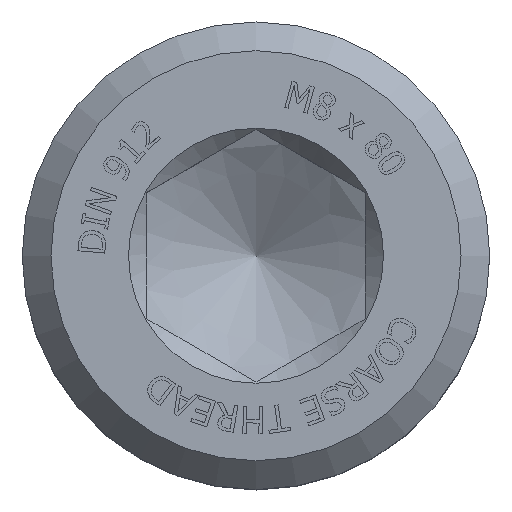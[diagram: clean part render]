
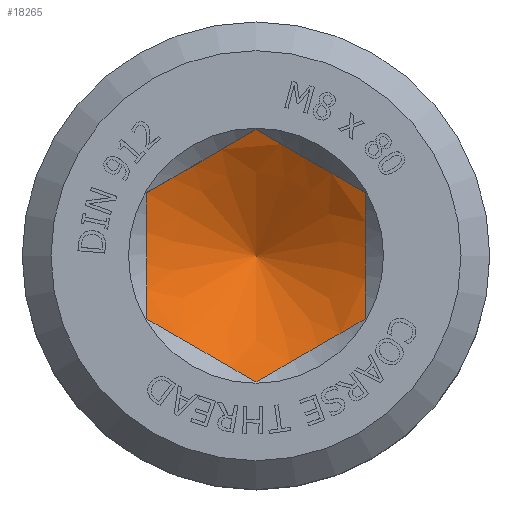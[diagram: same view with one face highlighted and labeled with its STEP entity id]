
A CAD part, top view. The second image highlights one B-rep face of the part: STEP entity #18265.
In plain terms, the highlighted conical face has half-angle 60 degrees and reference radius 2.6 mm.
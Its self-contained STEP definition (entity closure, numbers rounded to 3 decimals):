
#17893=CARTESIAN_POINT('',(0.,3.51,-4.0));
#17894=VERTEX_POINT('',#17893);
#17901=CARTESIAN_POINT('',(3.04,1.755,-4.0));
#17902=VERTEX_POINT('',#17901);
#17903=CARTESIAN_POINT('',(3.04,1.755,-4.0));
#17904=CARTESIAN_POINT('',(1.52,2.633,-4.507));
#17905=CARTESIAN_POINT('',(0.,3.51,-4.0));
#17913=(BOUNDED_CURVE()B_SPLINE_CURVE(2,(#17903,#17904,#17905),.UNSPECIFIED.,.F.,.U.)B_SPLINE_CURVE_WITH_KNOTS((3,3),(0.21,0.67),.UNSPECIFIED.)CURVE()GEOMETRIC_REPRESENTATION_ITEM()RATIONAL_B_SPLINE_CURVE((1.258,1.453,1.258))REPRESENTATION_ITEM(''));
#17914=EDGE_CURVE('',#17902,#17894,#17913,.T.);
#17931=CARTESIAN_POINT('',(-3.04,1.755,-4.0));
#17932=VERTEX_POINT('',#17931);
#17939=CARTESIAN_POINT('',(0.,3.51,-4.0));
#17940=CARTESIAN_POINT('',(-1.52,2.633,-4.507));
#17941=CARTESIAN_POINT('',(-3.04,1.755,-4.0));
#17949=(BOUNDED_CURVE()B_SPLINE_CURVE(2,(#17939,#17940,#17941),.UNSPECIFIED.,.F.,.U.)B_SPLINE_CURVE_WITH_KNOTS((3,3),(0.21,0.67),.UNSPECIFIED.)CURVE()GEOMETRIC_REPRESENTATION_ITEM()RATIONAL_B_SPLINE_CURVE((1.258,1.453,1.258))REPRESENTATION_ITEM(''));
#17950=EDGE_CURVE('',#17894,#17932,#17949,.T.);
#17962=CARTESIAN_POINT('',(-3.04,-1.755,-4.0));
#17963=VERTEX_POINT('',#17962);
#17970=CARTESIAN_POINT('',(-3.04,1.755,-4.0));
#17971=CARTESIAN_POINT('',(-3.04,0.,-4.507));
#17972=CARTESIAN_POINT('',(-3.04,-1.755,-4.0));
#17980=(BOUNDED_CURVE()B_SPLINE_CURVE(2,(#17970,#17971,#17972),.UNSPECIFIED.,.F.,.U.)B_SPLINE_CURVE_WITH_KNOTS((3,3),(0.21,0.67),.UNSPECIFIED.)CURVE()GEOMETRIC_REPRESENTATION_ITEM()RATIONAL_B_SPLINE_CURVE((1.258,1.453,1.258))REPRESENTATION_ITEM(''));
#17981=EDGE_CURVE('',#17932,#17963,#17980,.T.);
#17993=CARTESIAN_POINT('',(0.,-3.51,-4.0));
#17994=VERTEX_POINT('',#17993);
#18001=CARTESIAN_POINT('',(-3.04,-1.755,-4.0));
#18002=CARTESIAN_POINT('',(-1.52,-2.633,-4.507));
#18003=CARTESIAN_POINT('',(0.,-3.51,-4.0));
#18011=(BOUNDED_CURVE()B_SPLINE_CURVE(2,(#18001,#18002,#18003),.UNSPECIFIED.,.F.,.U.)B_SPLINE_CURVE_WITH_KNOTS((3,3),(0.21,0.67),.UNSPECIFIED.)CURVE()GEOMETRIC_REPRESENTATION_ITEM()RATIONAL_B_SPLINE_CURVE((1.258,1.453,1.258))REPRESENTATION_ITEM(''));
#18012=EDGE_CURVE('',#17963,#17994,#18011,.T.);
#18024=CARTESIAN_POINT('',(3.04,-1.755,-4.));
#18025=VERTEX_POINT('',#18024);
#18032=CARTESIAN_POINT('',(0.,-3.51,-4.0));
#18033=CARTESIAN_POINT('',(1.52,-2.633,-4.507));
#18034=CARTESIAN_POINT('',(3.04,-1.755,-4.));
#18042=(BOUNDED_CURVE()B_SPLINE_CURVE(2,(#18032,#18033,#18034),.UNSPECIFIED.,.F.,.U.)B_SPLINE_CURVE_WITH_KNOTS((3,3),(0.21,0.67),.UNSPECIFIED.)CURVE()GEOMETRIC_REPRESENTATION_ITEM()RATIONAL_B_SPLINE_CURVE((1.258,1.453,1.258))REPRESENTATION_ITEM(''));
#18043=EDGE_CURVE('',#17994,#18025,#18042,.T.);
#18056=CARTESIAN_POINT('',(3.04,-1.755,-4.));
#18057=CARTESIAN_POINT('',(3.04,0.,-4.507));
#18058=CARTESIAN_POINT('',(3.04,1.755,-4.0));
#18066=(BOUNDED_CURVE()B_SPLINE_CURVE(2,(#18056,#18057,#18058),.UNSPECIFIED.,.F.,.U.)B_SPLINE_CURVE_WITH_KNOTS((3,3),(0.21,0.67),.UNSPECIFIED.)CURVE()GEOMETRIC_REPRESENTATION_ITEM()RATIONAL_B_SPLINE_CURVE((1.258,1.453,1.258))REPRESENTATION_ITEM(''));
#18067=EDGE_CURVE('',#18025,#17902,#18066,.T.);
#18252=CARTESIAN_POINT('',(0.0,0.,-4.526));
#18253=DIRECTION('',(0.0,0.,1.0));
#18254=DIRECTION('',(0.0,1.0,0.0));
#18255=AXIS2_PLACEMENT_3D('',#18252,#18253,#18254);
#18256=CONICAL_SURFACE('',#18255,2.6,60.);
#18257=ORIENTED_EDGE('',*,*,#17981,.T.);
#18258=ORIENTED_EDGE('',*,*,#18012,.T.);
#18259=ORIENTED_EDGE('',*,*,#18043,.T.);
#18260=ORIENTED_EDGE('',*,*,#18067,.T.);
#18261=ORIENTED_EDGE('',*,*,#17914,.T.);
#18262=ORIENTED_EDGE('',*,*,#17950,.T.);
#18263=EDGE_LOOP('',(#18257,#18258,#18259,#18260,#18261,#18262));
#18264=FACE_OUTER_BOUND('',#18263,.T.);
#18265=ADVANCED_FACE('',(#18264),#18256,.F.);
